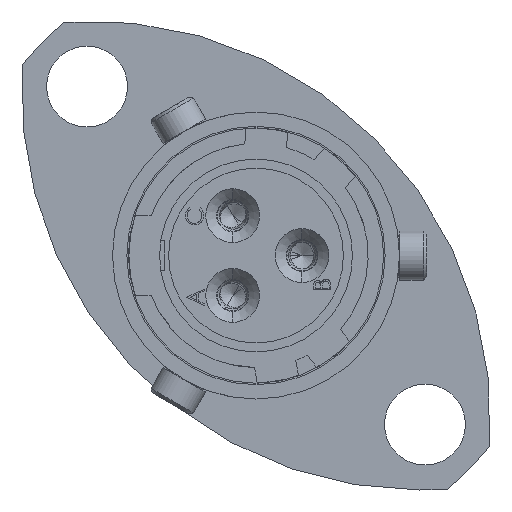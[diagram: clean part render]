
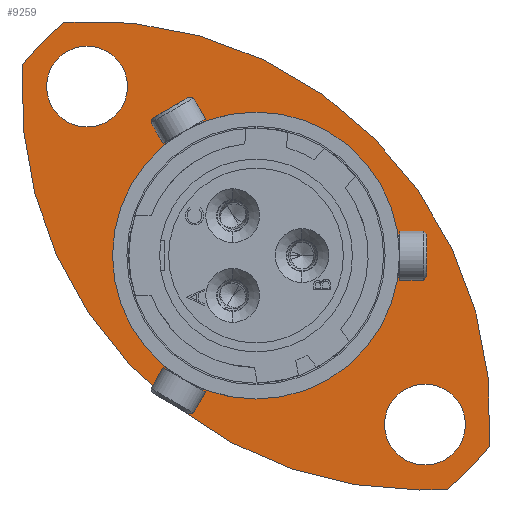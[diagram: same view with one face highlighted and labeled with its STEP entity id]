
A CAD part, left-side view. The second image highlights one B-rep face of the part: STEP entity #9259.
In plain terms, the highlighted planar face has unit normal (-1, 0, 0).
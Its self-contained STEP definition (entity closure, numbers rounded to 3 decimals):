
#289 = CARTESIAN_POINT ( 'NONE',  ( 11.26, -7., -8.675 ) ) ;
#796 = CIRCLE ( 'NONE', #19628, 16.5 ) ;
#842 = CARTESIAN_POINT ( 'NONE',  ( 11.26, 7., 8.675 ) ) ;
#1246 = FACE_OUTER_BOUND ( 'NONE', #27178, .T. ) ;
#1378 = DIRECTION ( 'NONE',  ( 0., 0., -1. ) ) ;
#1723 = DIRECTION ( 'NONE',  ( 0., 0., -1. ) ) ;
#1806 = CARTESIAN_POINT ( 'NONE',  ( 11.26, 7.917, 9.673 ) ) ;
#1991 = CARTESIAN_POINT ( 'NONE',  ( 11.26, -6.788, -9.712 ) ) ;
#3164 = VERTEX_POINT ( 'NONE', #1991 ) ;
#3193 = DIRECTION ( 'NONE',  ( -1., 0., 0. ) ) ;
#3196 = DIRECTION ( 'NONE',  ( -1., 0., 0. ) ) ;
#3757 = VERTEX_POINT ( 'NONE', #11466 ) ;
#3957 = DIRECTION ( 'NONE',  ( 1., 0., 0. ) ) ;
#4065 = CARTESIAN_POINT ( 'NONE',  ( 11.26, 9.673, 7.917 ) ) ;
#4113 = CARTESIAN_POINT ( 'NONE',  ( 11.26, -7., -7. ) ) ;
#4240 = EDGE_LOOP ( 'NONE', ( #17866, #19830 ) ) ;
#4253 = AXIS2_PLACEMENT_3D ( 'NONE', #20598, #5665, #23123 ) ;
#4629 = VERTEX_POINT ( 'NONE', #4065 ) ;
#4874 = DIRECTION ( 'NONE',  ( 1., 0., 0. ) ) ;
#5383 = AXIS2_PLACEMENT_3D ( 'NONE', #31522, #16651, #1723 ) ;
#5665 = DIRECTION ( 'NONE',  ( -1., 0., 0. ) ) ;
#6207 = CARTESIAN_POINT ( 'NONE',  ( 11.26, 7., 5.325 ) ) ;
#6219 = EDGE_CURVE ( 'NONE', #8552, #21538, #6664, .T. ) ;
#6616 = DIRECTION ( 'NONE',  ( 0., 0., -1. ) ) ;
#6664 = CIRCLE ( 'NONE', #26535, 12.5 ) ;
#6775 = AXIS2_PLACEMENT_3D ( 'NONE', #19819, #4874, #22340 ) ;
#7875 = FACE_BOUND ( 'NONE', #9760, .T. ) ;
#8297 = CARTESIAN_POINT ( 'NONE',  ( 11.26, 0., 5.945 ) ) ;
#8508 = DIRECTION ( 'NONE',  ( -1., 0., 0. ) ) ;
#8552 = VERTEX_POINT ( 'NONE', #22090 ) ;
#8693 = AXIS2_PLACEMENT_3D ( 'NONE', #18142, #3196, #20629 ) ;
#8908 = CIRCLE ( 'NONE', #25752, 5.945 ) ;
#9152 = ORIENTED_EDGE ( 'NONE', *, *, #14943, .F. ) ;
#9259 = ADVANCED_FACE ( 'NONE', ( #20347, #14527, #7875, #1246 ), #22222, .F. ) ;
#9523 = CIRCLE ( 'NONE', #8693, 5.945 ) ;
#9760 = EDGE_LOOP ( 'NONE', ( #9152, #12861 ) ) ;
#10153 = EDGE_CURVE ( 'NONE', #28701, #20312, #13593, .T. ) ;
#11026 = CARTESIAN_POINT ( 'NONE',  ( 11.26, -7., -7. ) ) ;
#11466 = CARTESIAN_POINT ( 'NONE',  ( 11.26, 0., -5.945 ) ) ;
#11724 = VERTEX_POINT ( 'NONE', #6207 ) ;
#11755 = DIRECTION ( 'NONE',  ( 1., 0., 0. ) ) ;
#12224 = CARTESIAN_POINT ( 'NONE',  ( 11.26, -7., -5.325 ) ) ;
#12773 = CARTESIAN_POINT ( 'NONE',  ( 11.26, 7., 7. ) ) ;
#12861 = ORIENTED_EDGE ( 'NONE', *, *, #29966, .F. ) ;
#13484 = EDGE_CURVE ( 'NONE', #11724, #18941, #21953, .T. ) ;
#13515 = DIRECTION ( 'NONE',  ( 0., 0., -1. ) ) ;
#13545 = EDGE_CURVE ( 'NONE', #20721, #4629, #23112, .T. ) ;
#13593 = CIRCLE ( 'NONE', #32055, 1.675 ) ;
#14527 = FACE_BOUND ( 'NONE', #30570, .T. ) ;
#14558 = CIRCLE ( 'NONE', #31731, 1.675 ) ;
#14926 = AXIS2_PLACEMENT_3D ( 'NONE', #12773, #30171, #15298 ) ;
#14943 = EDGE_CURVE ( 'NONE', #31356, #3757, #9523, .T. ) ;
#15298 = DIRECTION ( 'NONE',  ( 0., 0., -1. ) ) ;
#16166 = EDGE_CURVE ( 'NONE', #3164, #4629, #29592, .T. ) ;
#16324 = DIRECTION ( 'NONE',  ( 1., 0., 0. ) ) ;
#16651 = DIRECTION ( 'NONE',  ( 1., 0., 0. ) ) ;
#16877 = ORIENTED_EDGE ( 'NONE', *, *, #13484, .T. ) ;
#17571 = ORIENTED_EDGE ( 'NONE', *, *, #13545, .T. ) ;
#17866 = ORIENTED_EDGE ( 'NONE', *, *, #18582, .T. ) ;
#18137 = CARTESIAN_POINT ( 'NONE',  ( 11.26, 0., 0. ) ) ;
#18142 = CARTESIAN_POINT ( 'NONE',  ( 11.26, 0., 0. ) ) ;
#18259 = AXIS2_PLACEMENT_3D ( 'NONE', #18879, #3957, #21389 ) ;
#18582 = EDGE_CURVE ( 'NONE', #20312, #28701, #27274, .T. ) ;
#18879 = CARTESIAN_POINT ( 'NONE',  ( 11.26, 6.788, -6.788 ) ) ;
#18893 = ORIENTED_EDGE ( 'NONE', *, *, #24622, .T. ) ;
#18941 = VERTEX_POINT ( 'NONE', #842 ) ;
#19628 = AXIS2_PLACEMENT_3D ( 'NONE', #31218, #16324, #1378 ) ;
#19819 = CARTESIAN_POINT ( 'NONE',  ( 11.26, 5.945, 0. ) ) ;
#19830 = ORIENTED_EDGE ( 'NONE', *, *, #10153, .T. ) ;
#19952 = ORIENTED_EDGE ( 'NONE', *, *, #16166, .F. ) ;
#19994 = ORIENTED_EDGE ( 'NONE', *, *, #6219, .T. ) ;
#20312 = VERTEX_POINT ( 'NONE', #289 ) ;
#20347 = FACE_BOUND ( 'NONE', #4240, .T. ) ;
#20598 = CARTESIAN_POINT ( 'NONE',  ( 11.26, 0., 0. ) ) ;
#20619 = DIRECTION ( 'NONE',  ( 0., 0., 1. ) ) ;
#20629 = DIRECTION ( 'NONE',  ( 0., 0., 1. ) ) ;
#20721 = VERTEX_POINT ( 'NONE', #1806 ) ;
#21071 = EDGE_CURVE ( 'NONE', #20721, #21538, #30434, .T. ) ;
#21240 = ORIENTED_EDGE ( 'NONE', *, *, #32176, .F. ) ;
#21389 = DIRECTION ( 'NONE',  ( 0., 0., -1. ) ) ;
#21538 = VERTEX_POINT ( 'NONE', #28916 ) ;
#21564 = DIRECTION ( 'NONE',  ( 1., 0., 0. ) ) ;
#21953 = CIRCLE ( 'NONE', #14926, 1.675 ) ;
#22090 = CARTESIAN_POINT ( 'NONE',  ( 11.26, -7.917, -9.673 ) ) ;
#22222 = PLANE ( 'NONE',  #6775 ) ;
#22340 = DIRECTION ( 'NONE',  ( 0., 0., -1. ) ) ;
#23112 = CIRCLE ( 'NONE', #4253, 12.5 ) ;
#23123 = DIRECTION ( 'NONE',  ( 0., 0., 1. ) ) ;
#23448 = CARTESIAN_POINT ( 'NONE',  ( 11.26, 0., 0. ) ) ;
#23688 = ORIENTED_EDGE ( 'NONE', *, *, #21071, .F. ) ;
#24622 = EDGE_CURVE ( 'NONE', #18941, #11724, #14558, .T. ) ;
#25752 = AXIS2_PLACEMENT_3D ( 'NONE', #23448, #8508, #25949 ) ;
#25949 = DIRECTION ( 'NONE',  ( 0., 0., 1. ) ) ;
#26535 = AXIS2_PLACEMENT_3D ( 'NONE', #18137, #3193, #20619 ) ;
#26652 = CARTESIAN_POINT ( 'NONE',  ( 11.26, 7., 7. ) ) ;
#27178 = EDGE_LOOP ( 'NONE', ( #23688, #17571, #19952, #21240, #19994 ) ) ;
#27274 = CIRCLE ( 'NONE', #32129, 1.675 ) ;
#28375 = DIRECTION ( 'NONE',  ( 1., 0., 0. ) ) ;
#28701 = VERTEX_POINT ( 'NONE', #12224 ) ;
#28916 = CARTESIAN_POINT ( 'NONE',  ( 11.26, -9.673, -7.917 ) ) ;
#29102 = DIRECTION ( 'NONE',  ( 0., 0., -1. ) ) ;
#29592 = CIRCLE ( 'NONE', #5383, 16.5 ) ;
#29966 = EDGE_CURVE ( 'NONE', #3757, #31356, #8908, .T. ) ;
#30171 = DIRECTION ( 'NONE',  ( 1., 0., 0. ) ) ;
#30434 = CIRCLE ( 'NONE', #18259, 16.5 ) ;
#30570 = EDGE_LOOP ( 'NONE', ( #16877, #18893 ) ) ;
#31218 = CARTESIAN_POINT ( 'NONE',  ( 11.26, -6.788, 6.788 ) ) ;
#31356 = VERTEX_POINT ( 'NONE', #8297 ) ;
#31522 = CARTESIAN_POINT ( 'NONE',  ( 11.26, -6.788, 6.788 ) ) ;
#31731 = AXIS2_PLACEMENT_3D ( 'NONE', #26652, #11755, #29102 ) ;
#32055 = AXIS2_PLACEMENT_3D ( 'NONE', #4113, #21564, #6616 ) ;
#32129 = AXIS2_PLACEMENT_3D ( 'NONE', #11026, #28375, #13515 ) ;
#32176 = EDGE_CURVE ( 'NONE', #8552, #3164, #796, .T. ) ;
